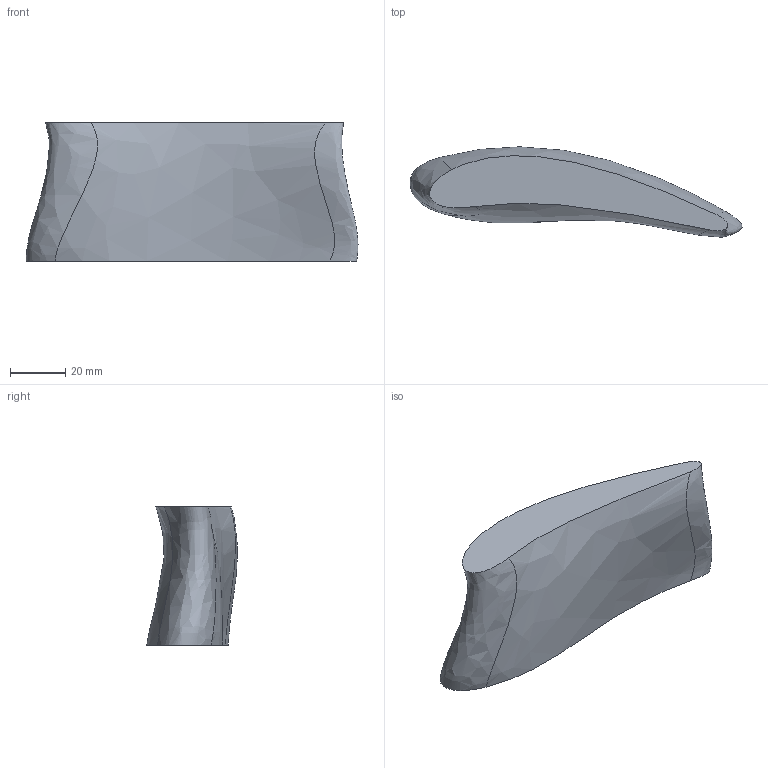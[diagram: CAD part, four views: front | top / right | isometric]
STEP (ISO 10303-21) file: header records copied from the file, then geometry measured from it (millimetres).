
FILE_DESCRIPTION (( 'STEP AP203' ), '1' );
FILE_NAME ('Docelowy_wyglad.STEP', '2025-07-25T21:04:05', ( '' ), ( '' ), 'SwSTEP 2.0', 'SolidWorks 2023', '' );
FILE_SCHEMA (( 'CONFIG_CONTROL_DESIGN' ));
Length unit declared in the file: millimetre
Products named in the file (1): Docelowy_wyglad
Bounding box: 120.1 x 32.75 x 50 mm (x, y, z)
Volume: 86961 mm3; surface area: 15821.3 mm2
Topology: 1 solids, 1 shells, 6 faces, 12 edges, 8 vertices
Faces by surface type: bspline 4, plane 2
Entity records: 293 total; most frequent: CARTESIAN_POINT 123, ORIENTED_EDGE 24, EDGE_CURVE 12, B_SPLINE_CURVE_WITH_KNOTS 12, VERTEX_POINT 8, PERSON_AND_ORGANIZATION 8, EDGE_LOOP 6, FACE_OUTER_BOUND 6
